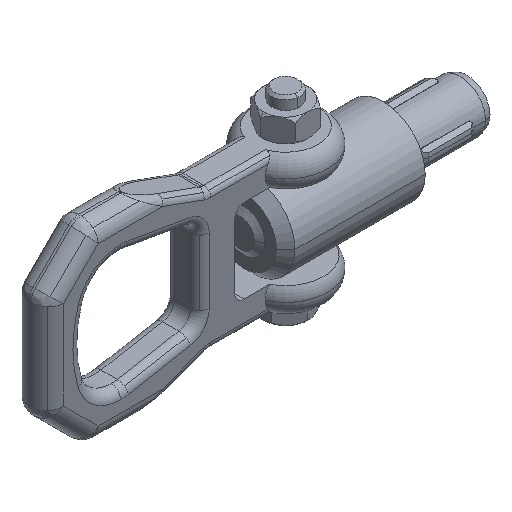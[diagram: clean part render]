
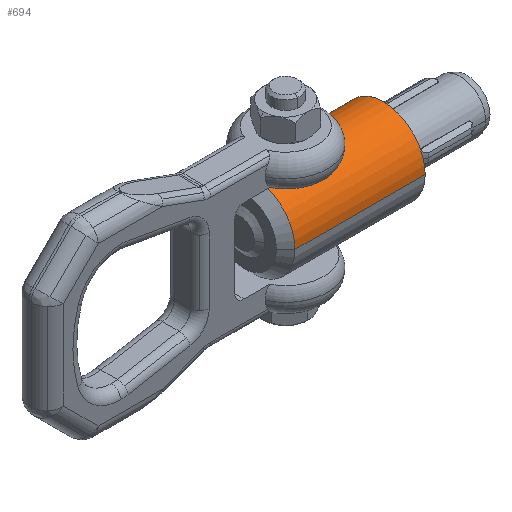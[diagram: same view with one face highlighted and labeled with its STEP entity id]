
A CAD part, isometric view. The second image highlights one B-rep face of the part: STEP entity #694.
In plain terms, the highlighted cylindrical face has radius 18 mm (diameter 36 mm), a partial arc.
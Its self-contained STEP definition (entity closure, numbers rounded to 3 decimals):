
#694=ADVANCED_FACE('',(#1481,#1482),#1483,.T.);
#1481=FACE_BOUND('',#2662,.T.);
#1482=FACE_OUTER_BOUND('',#2663,.T.);
#1483=CYLINDRICAL_SURFACE('',#2664,18.0);
#2662=EDGE_LOOP('',(#4586,#4587,#4588));
#2663=EDGE_LOOP('',(#4589,#4590,#4591,#4592));
#2664=AXIS2_PLACEMENT_3D('',#4593,#4594,#4595);
#4586=ORIENTED_EDGE('',*,*,#6152,.T.);
#4587=ORIENTED_EDGE('',*,*,#6153,.T.);
#4588=ORIENTED_EDGE('',*,*,#6154,.T.);
#4589=ORIENTED_EDGE('',*,*,#6155,.F.);
#4590=ORIENTED_EDGE('',*,*,#6108,.T.);
#4591=ORIENTED_EDGE('',*,*,#6156,.F.);
#4592=ORIENTED_EDGE('',*,*,#6157,.F.);
#4593=CARTESIAN_POINT('',(32.0,0.,0.));
#4594=DIRECTION('',(-1.0,0.,0.));
#4595=DIRECTION('',(0.,1.0,0.));
#6108=EDGE_CURVE('',#7369,#7373,#7375,.T.);
#6152=EDGE_CURVE('',#7455,#7456,#7457,.T.);
#6153=EDGE_CURVE('',#7456,#7458,#7459,.T.);
#6154=EDGE_CURVE('',#7458,#7455,#7460,.T.);
#6155=EDGE_CURVE('',#7369,#7461,#7462,.T.);
#6156=EDGE_CURVE('',#7463,#7373,#7464,.T.);
#6157=EDGE_CURVE('',#7461,#7463,#7465,.T.);
#7369=VERTEX_POINT('',#9518);
#7373=VERTEX_POINT('',#9523);
#7375=CIRCLE('',#9526,18.0);
#7455=VERTEX_POINT('',#9686);
#7456=VERTEX_POINT('',#9687);
#7457=B_SPLINE_CURVE_WITH_KNOTS('',3,(#9688,#9689,#9690,#9691,#9692,#9693,#9694,#9695,#9696,#9697,#9698,#9699,#9700,#9701,#9702,#9703,#9704,#9705,#9706,#9707,#9708,#9709,#9710,#9711,#9712,#9713),.UNSPECIFIED.,.F.,.F.,(4,2,2,2,2,2,2,2,2,2,2,2,4),(0.0,0.228,0.456,0.684,0.912,1.139,1.367,1.595,1.823,2.051,2.279,2.507,2.735),.UNSPECIFIED.);
#7458=VERTEX_POINT('',#9714);
#7459=B_SPLINE_CURVE_WITH_KNOTS('',3,(#9715,#9716,#9717,#9718,#9719,#9720,#9721,#9722,#9723,#9724,#9725,#9726,#9727,#9728,#9729,#9730,#9731,#9732,#9733,#9734,#9735,#9736,#9737,#9738,#9739,#9740),.UNSPECIFIED.,.F.,.F.,(4,2,2,2,2,2,2,2,2,2,2,2,4),(0.0,0.228,0.456,0.684,0.912,1.139,1.367,1.595,1.823,2.051,2.279,2.507,2.735),.UNSPECIFIED.);
#7460=B_SPLINE_CURVE_WITH_KNOTS('',3,(#9741,#9742,#9743,#9744,#9745,#9746,#9747,#9748,#9749,#9750),.UNSPECIFIED.,.F.,.F.,(4,2,2,2,4),(2.735,2.963,3.191,3.419,3.647),.UNSPECIFIED.);
#7461=VERTEX_POINT('',#9751);
#7462=LINE('',#9752,#9753);
#7463=VERTEX_POINT('',#9754);
#7464=LINE('',#9755,#9756);
#7465=CIRCLE('',#9757,18.0);
#9518=CARTESIAN_POINT('',(4.0,18.0,0.));
#9523=CARTESIAN_POINT('',(4.0,-18.0,0.));
#9526=AXIS2_PLACEMENT_3D('',#11483,#11484,#11485);
#9686=CARTESIAN_POINT('',(18.0,-6.0,16.971));
#9687=CARTESIAN_POINT('',(12.0,0.,18.0));
#9688=CARTESIAN_POINT('',(18.0,-6.0,16.971));
#9689=CARTESIAN_POINT('',(17.24,-6.0,16.971));
#9690=CARTESIAN_POINT('',(16.434,-5.847,17.027));
#9691=CARTESIAN_POINT('',(14.958,-5.233,17.226));
#9692=CARTESIAN_POINT('',(14.287,-4.772,17.364));
#9693=CARTESIAN_POINT('',(13.228,-3.713,17.621));
#9694=CARTESIAN_POINT('',(12.767,-3.042,17.757));
#9695=CARTESIAN_POINT('',(12.153,-1.566,17.947));
#9696=CARTESIAN_POINT('',(12.0,-0.76,18.0));
#9697=CARTESIAN_POINT('',(12.0,0.76,18.0));
#9698=CARTESIAN_POINT('',(12.153,1.566,17.947));
#9699=CARTESIAN_POINT('',(12.767,3.042,17.757));
#9700=CARTESIAN_POINT('',(13.228,3.713,17.621));
#9701=CARTESIAN_POINT('',(14.287,4.772,17.364));
#9702=CARTESIAN_POINT('',(14.958,5.233,17.226));
#9703=CARTESIAN_POINT('',(16.434,5.847,17.027));
#9704=CARTESIAN_POINT('',(17.24,6.0,16.971));
#9705=CARTESIAN_POINT('',(18.76,6.0,16.971));
#9706=CARTESIAN_POINT('',(19.566,5.847,17.027));
#9707=CARTESIAN_POINT('',(21.042,5.233,17.226));
#9708=CARTESIAN_POINT('',(21.713,4.772,17.364));
#9709=CARTESIAN_POINT('',(22.772,3.713,17.621));
#9710=CARTESIAN_POINT('',(23.233,3.042,17.757));
#9711=CARTESIAN_POINT('',(23.847,1.566,17.947));
#9712=CARTESIAN_POINT('',(24.0,0.76,18.0));
#9713=CARTESIAN_POINT('',(24.0,0.,18.0));
#9714=CARTESIAN_POINT('',(24.0,0.,18.0));
#9715=CARTESIAN_POINT('',(18.0,-6.0,16.971));
#9716=CARTESIAN_POINT('',(17.24,-6.0,16.971));
#9717=CARTESIAN_POINT('',(16.434,-5.847,17.027));
#9718=CARTESIAN_POINT('',(14.958,-5.233,17.226));
#9719=CARTESIAN_POINT('',(14.287,-4.772,17.364));
#9720=CARTESIAN_POINT('',(13.228,-3.713,17.621));
#9721=CARTESIAN_POINT('',(12.767,-3.042,17.757));
#9722=CARTESIAN_POINT('',(12.153,-1.566,17.947));
#9723=CARTESIAN_POINT('',(12.0,-0.76,18.0));
#9724=CARTESIAN_POINT('',(12.0,0.76,18.0));
#9725=CARTESIAN_POINT('',(12.153,1.566,17.947));
#9726=CARTESIAN_POINT('',(12.767,3.042,17.757));
#9727=CARTESIAN_POINT('',(13.228,3.713,17.621));
#9728=CARTESIAN_POINT('',(14.287,4.772,17.364));
#9729=CARTESIAN_POINT('',(14.958,5.233,17.226));
#9730=CARTESIAN_POINT('',(16.434,5.847,17.027));
#9731=CARTESIAN_POINT('',(17.24,6.0,16.971));
#9732=CARTESIAN_POINT('',(18.76,6.0,16.971));
#9733=CARTESIAN_POINT('',(19.566,5.847,17.027));
#9734=CARTESIAN_POINT('',(21.042,5.233,17.226));
#9735=CARTESIAN_POINT('',(21.713,4.772,17.364));
#9736=CARTESIAN_POINT('',(22.772,3.713,17.621));
#9737=CARTESIAN_POINT('',(23.233,3.042,17.757));
#9738=CARTESIAN_POINT('',(23.847,1.566,17.947));
#9739=CARTESIAN_POINT('',(24.0,0.76,18.0));
#9740=CARTESIAN_POINT('',(24.0,0.,18.0));
#9741=CARTESIAN_POINT('',(24.0,0.,18.0));
#9742=CARTESIAN_POINT('',(24.0,-0.76,18.0));
#9743=CARTESIAN_POINT('',(23.847,-1.566,17.947));
#9744=CARTESIAN_POINT('',(23.233,-3.042,17.757));
#9745=CARTESIAN_POINT('',(22.772,-3.713,17.621));
#9746=CARTESIAN_POINT('',(21.713,-4.772,17.364));
#9747=CARTESIAN_POINT('',(21.042,-5.233,17.226));
#9748=CARTESIAN_POINT('',(19.566,-5.847,17.027));
#9749=CARTESIAN_POINT('',(18.76,-6.0,16.971));
#9750=CARTESIAN_POINT('',(18.0,-6.0,16.971));
#9751=CARTESIAN_POINT('',(60.0,18.0,0.));
#9752=CARTESIAN_POINT('',(32.0,18.0,0.));
#9753=VECTOR('',#11551,1.0);
#9754=CARTESIAN_POINT('',(60.0,-18.0,0.));
#9755=CARTESIAN_POINT('',(32.0,-18.0,0.));
#9756=VECTOR('',#11552,18.0);
#9757=AXIS2_PLACEMENT_3D('',#11553,#11554,#11555);
#11483=CARTESIAN_POINT('',(4.0,0.,0.));
#11484=DIRECTION('',(1.0,0.,0.));
#11485=DIRECTION('',(0.,0.,1.0));
#11551=DIRECTION('',(1.0,-0.0,0.));
#11552=DIRECTION('',(-1.0,0.,0.));
#11553=CARTESIAN_POINT('',(60.0,0.,0.));
#11554=DIRECTION('',(1.0,0.,0.));
#11555=DIRECTION('',(0.,0.,1.0));
